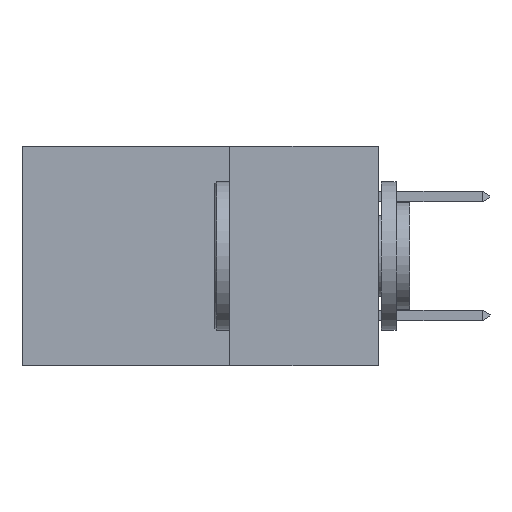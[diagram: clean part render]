
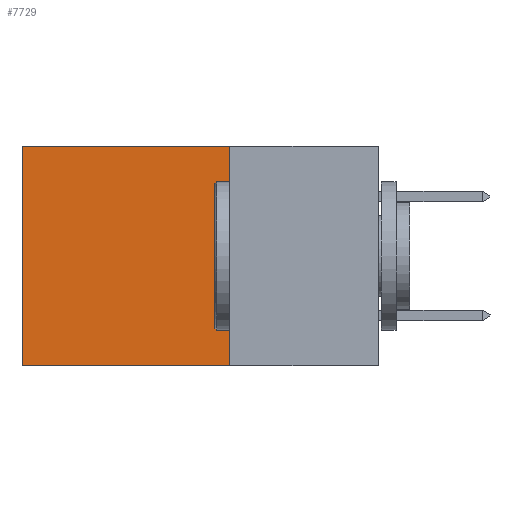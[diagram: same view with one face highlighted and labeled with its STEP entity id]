
A CAD part, left-side view. The second image highlights one B-rep face of the part: STEP entity #7729.
In plain terms, the highlighted planar face has unit normal (-1, 0, 0).
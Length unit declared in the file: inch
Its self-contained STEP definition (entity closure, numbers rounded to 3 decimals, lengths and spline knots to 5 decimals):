
#996 = VERTEX_POINT ( 'NONE', #23096 ) ;
#1505 = DIRECTION ( 'NONE',  ( 0., 1., 0. ) ) ;
#1731 = DIRECTION ( 'NONE',  ( 0., 0., -1. ) ) ;
#3700 = CARTESIAN_POINT ( 'NONE',  ( 0.298, 0.6, 0. ) ) ;
#7315 = EDGE_LOOP ( 'NONE', ( #19699, #19562, #20646, #19727 ) ) ;
#7436 = LINE ( 'NONE', #12130, #18527 ) ;
#7729 = ADVANCED_FACE ( 'NONE', ( #18575 ), #15352, .F. ) ;
#8491 = EDGE_CURVE ( 'NONE', #996, #8887, #17579, .T. ) ;
#8887 = VERTEX_POINT ( 'NONE', #13132 ) ;
#9179 = VECTOR ( 'NONE', #1505, 39.37008 ) ;
#10881 = EDGE_CURVE ( 'NONE', #11280, #20131, #18096, .T. ) ;
#11280 = VERTEX_POINT ( 'NONE', #20484 ) ;
#12130 = CARTESIAN_POINT ( 'NONE',  ( 0.298, 0.25, -0.37 ) ) ;
#12177 = VECTOR ( 'NONE', #21335, 39.37008 ) ;
#13132 = CARTESIAN_POINT ( 'NONE',  ( 0.298, 0.25, -0.37 ) ) ;
#13937 = VECTOR ( 'NONE', #1731, 39.37008 ) ;
#14147 = EDGE_CURVE ( 'NONE', #996, #11280, #20628, .T. ) ;
#15352 = PLANE ( 'NONE',  #25784 ) ;
#15599 = DIRECTION ( 'NONE',  ( 0., 0., -1. ) ) ;
#16931 = CARTESIAN_POINT ( 'NONE',  ( 0.298, 0.6, -0.37 ) ) ;
#17579 = LINE ( 'NONE', #19465, #12177 ) ;
#18096 = LINE ( 'NONE', #3700, #13937 ) ;
#18527 = VECTOR ( 'NONE', #26134, 39.37008 ) ;
#18575 = FACE_OUTER_BOUND ( 'NONE', #7315, .T. ) ;
#19465 = CARTESIAN_POINT ( 'NONE',  ( 0.298, 0.25, 0. ) ) ;
#19562 = ORIENTED_EDGE ( 'NONE', *, *, #24085, .F. ) ;
#19681 = CARTESIAN_POINT ( 'NONE',  ( 0.298, 0.25, 0. ) ) ;
#19699 = ORIENTED_EDGE ( 'NONE', *, *, #10881, .T. ) ;
#19727 = ORIENTED_EDGE ( 'NONE', *, *, #14147, .T. ) ;
#20131 = VERTEX_POINT ( 'NONE', #16931 ) ;
#20484 = CARTESIAN_POINT ( 'NONE',  ( 0.298, 0.6, 0. ) ) ;
#20628 = LINE ( 'NONE', #19681, #9179 ) ;
#20646 = ORIENTED_EDGE ( 'NONE', *, *, #8491, .F. ) ;
#21335 = DIRECTION ( 'NONE',  ( 0., 0., -1. ) ) ;
#23096 = CARTESIAN_POINT ( 'NONE',  ( 0.298, 0.25, 0. ) ) ;
#23434 = DIRECTION ( 'NONE',  ( 1., 0., 0. ) ) ;
#24085 = EDGE_CURVE ( 'NONE', #8887, #20131, #7436, .T. ) ;
#25706 = CARTESIAN_POINT ( 'NONE',  ( 0.298, 0.25, 0. ) ) ;
#25784 = AXIS2_PLACEMENT_3D ( 'NONE', #25706, #23434, #15599 ) ;
#26134 = DIRECTION ( 'NONE',  ( 0., 1., 0. ) ) ;
